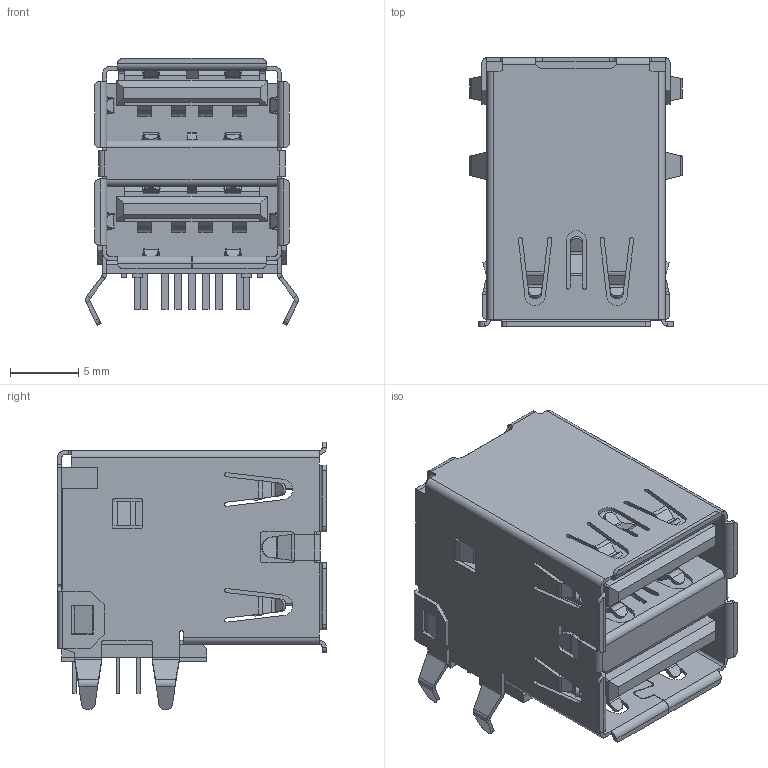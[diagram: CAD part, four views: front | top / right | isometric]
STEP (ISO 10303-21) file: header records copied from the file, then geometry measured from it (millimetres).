
FILE_DESCRIPTION((''),'2;1');
FILE_NAME('WURTH_692141030100.stp','2013-06-27T13:37:15',(''),(''),'Mechanical Desktop 2011','Mechanical Desktop 2011',', , ');
FILE_SCHEMA(('AUTOMOTIVE_DESIGN { 1 2 10303 214 1 1 1 1 }'));
Length unit declared in the file: millimetre
Products named in the file (1): Product
Bounding box: 15.59 x 19.7 x 19.62 mm (x, y, z)
Volume: 2524.1 mm3; surface area: 5466 mm2
Topology: 44 solids, 44 shells, 1209 faces, 3135 edges, 2004 vertices
Faces by surface type: plane 779, cylinder 334, bspline 96
Entity records: 38374 total; most frequent: CARTESIAN_POINT 8899, ORIENTED_EDGE 6270, DIRECTION 5735, EDGE_CURVE 3135, VECTOR 2435, LINE 2435, VERTEX_POINT 2004, AXIS2_PLACEMENT_3D 1650
